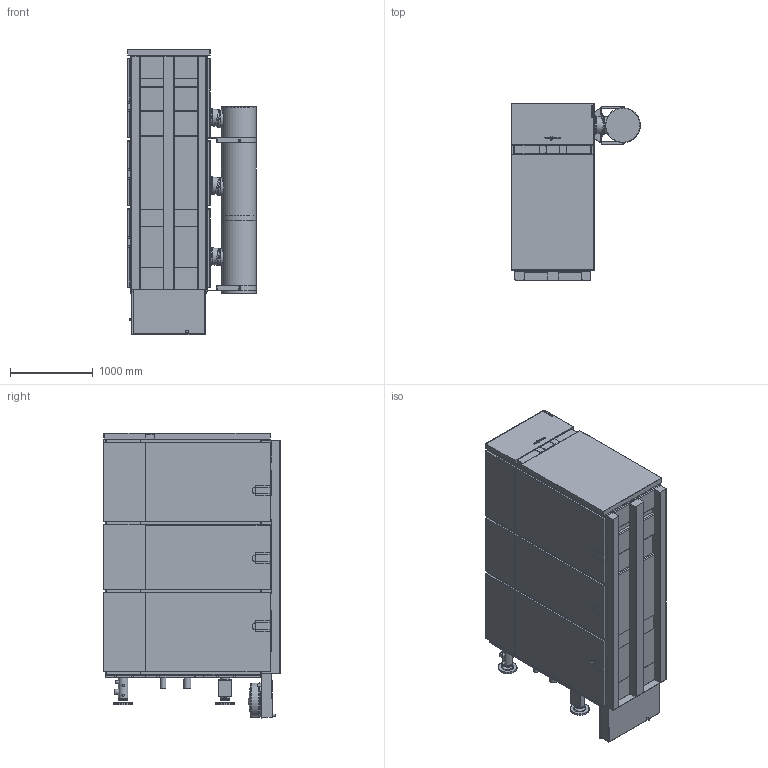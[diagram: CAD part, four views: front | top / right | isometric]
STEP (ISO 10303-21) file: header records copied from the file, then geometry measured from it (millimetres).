
FILE_DESCRIPTION(/* description */ (''),/* implementation_level */ '2;1');
FILE_NAME(/* name */ 'Vitocrossal 300 CA3B-5.0 DF With Combustion Air.stp',/* time_stamp */ '2021-01-11T12:33:09-05:00',/* author */ ('pfid'),/* organization */ (''),/* preprocessor_version */ 'ST-DEVELOPER v18',/* originating_system */ 'Autodesk Inventor 2020',/* authorisation */ '');
FILE_SCHEMA (('AUTOMOTIVE_DESIGN { 1 0 10303 214 3 1 1 }'));
Products named in the file (1): Vitocrossal 300 CA3D-5.0 DF-Installation Fittings-Combustion Air Inta
ke_Substitute_4
Bounding box: 1557 x 2131 x 3448.7 mm (x, y, z)
Volume: 310834525.7 mm3; surface area: 63002578.6 mm2
Topology: 1 solids, 187 shells, 1510 faces, 6504 edges, 5013 vertices
Faces by surface type: plane 882, cylinder 469, cone 74, bspline 58, torus 20, sphere 7
Full cylindrical faces by diameter (mm): 4.8 x1, 8 x4, 8.2 x6, 16 x4, 29 x5, 30 x1, 31.8 x1, 32 x1, 60 x1, 60.3 x2, 88.9 x1, 114.3 x4, 157.2 x2, 204 x6, 214 x1, 228.6 x2, 410.4 x2, 410.5 x1, 419.4 x1
Entity records: 70492 total; most frequent: CARTESIAN_POINT 16916, DIRECTION 10924, ORIENTED_EDGE 9152, EDGE_CURVE 6503, VERTEX_POINT 5013, LINE 4248, VECTOR 4248, AXIS2_PLACEMENT_3D 3338
